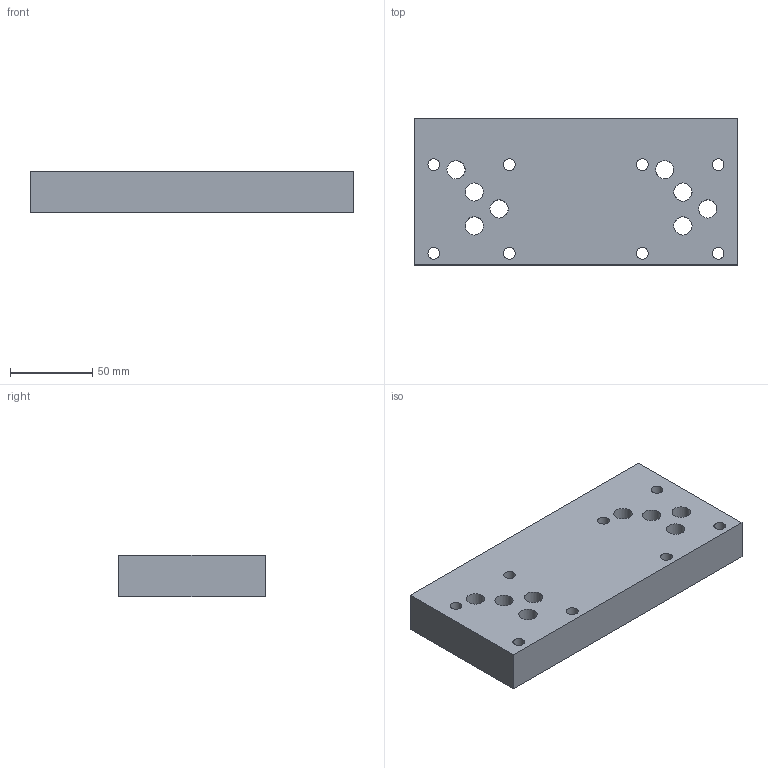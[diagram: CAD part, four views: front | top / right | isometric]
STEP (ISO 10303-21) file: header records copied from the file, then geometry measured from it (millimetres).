
FILE_DESCRIPTION(/* description */ (''),/* implementation_level */ '2;1');
FILE_NAME(/* name */ '_D05TP025AB.stp',/* time_stamp */ '2021-06-16T12:08:00-04:00',/* author */ ('anthonyv'),/* organization */ (''),/* preprocessor_version */ 'ST-DEVELOPER v18.1',/* originating_system */ 'Autodesk Inventor 2021',/* authorisation */ '');
FILE_SCHEMA (('AUTOMOTIVE_DESIGN { 1 0 10303 214 3 1 1 }'));
Length unit declared in the file: millimetre
Products named in the file (1): Part_AD05TP025AB_3D
Bounding box: 196.85 x 88.9 x 25.4 mm (x, y, z)
Volume: 415021.2 mm3; surface area: 59290.6 mm2
Topology: 1 solids, 1 shells, 399 faces, 1107 edges, 750 vertices
Faces by surface type: plane 250, bspline 99, cylinder 34, cone 16
Full cylindrical faces by diameter (mm): 7.137 x8, 11.113 x2, 11.125 x14, 15.875 x10
Entity records: 13944 total; most frequent: CARTESIAN_POINT 3870, ORIENTED_EDGE 2214, DIRECTION 1599, EDGE_CURVE 1107, LINE 773, VECTOR 773, VERTEX_POINT 750, EDGE_LOOP 471
